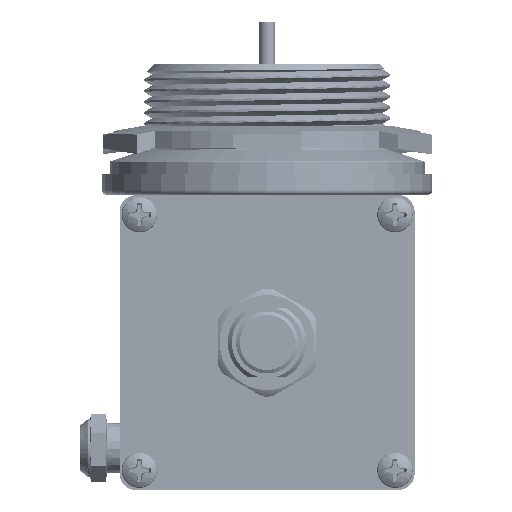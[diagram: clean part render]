
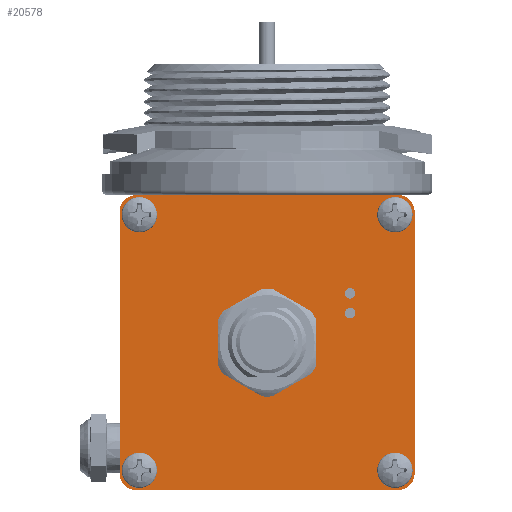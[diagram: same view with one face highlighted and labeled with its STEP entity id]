
A CAD part, front view. The second image highlights one B-rep face of the part: STEP entity #20578.
In plain terms, the highlighted face is planar.
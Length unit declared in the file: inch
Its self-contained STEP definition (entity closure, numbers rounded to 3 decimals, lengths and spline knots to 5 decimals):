
#19489=CARTESIAN_POINT('',(0.,0.35,0.));
#19490=DIRECTION('',(0.,1.,0.));
#19491=DIRECTION('',(1.,0.,0.));
#19492=AXIS2_PLACEMENT_3D('',#19489,#19490,#19491);
#19497=CARTESIAN_POINT('',(0.,0.35,0.));
#19498=DIRECTION('',(0.,1.,0.));
#19499=DIRECTION('',(-1.,0.,0.));
#19500=AXIS2_PLACEMENT_3D('',#19497,#19498,#19499);
#19505=CARTESIAN_POINT('',(-0.375,0.35,-0.633));
#19506=DIRECTION('',(0.,-1.,0.));
#19507=DIRECTION('',(1.,0.,0.));
#19508=AXIS2_PLACEMENT_3D('',#19505,#19506,#19507);
#19513=CARTESIAN_POINT('',(-0.375,0.35,-0.633));
#19514=DIRECTION('',(0.,-1.,0.));
#19515=DIRECTION('',(-1.,0.,0.));
#19516=AXIS2_PLACEMENT_3D('',#19513,#19514,#19515);
#19521=CARTESIAN_POINT('',(-0.225,0.35,-0.633));
#19522=DIRECTION('',(0.,-1.,0.));
#19523=DIRECTION('',(1.,0.,0.));
#19524=AXIS2_PLACEMENT_3D('',#19521,#19522,#19523);
#19529=CARTESIAN_POINT('',(-0.225,0.35,-0.633));
#19530=DIRECTION('',(0.,-1.,0.));
#19531=DIRECTION('',(-1.,0.,0.));
#19532=AXIS2_PLACEMENT_3D('',#19529,#19530,#19531);
#19537=CARTESIAN_POINT('',(-0.975,0.35,-0.975));
#19538=DIRECTION('',(0.,-1.,0.));
#19539=DIRECTION('',(1.,0.,0.));
#19540=AXIS2_PLACEMENT_3D('',#19537,#19538,#19539);
#19545=CARTESIAN_POINT('',(-0.975,0.35,-0.975));
#19546=DIRECTION('',(0.,-1.,0.));
#19547=DIRECTION('',(-1.,0.,0.));
#19548=AXIS2_PLACEMENT_3D('',#19545,#19546,#19547);
#19553=CARTESIAN_POINT('',(0.975,0.35,-0.975));
#19554=DIRECTION('',(0.,-1.,0.));
#19555=DIRECTION('',(0.,0.,1.));
#19556=AXIS2_PLACEMENT_3D('',#19553,#19554,#19555);
#19561=CARTESIAN_POINT('',(0.975,0.35,-0.975));
#19562=DIRECTION('',(0.,-1.,0.));
#19563=DIRECTION('',(0.,0.,-1.));
#19564=AXIS2_PLACEMENT_3D('',#19561,#19562,#19563);
#19569=CARTESIAN_POINT('',(0.975,0.35,0.975));
#19570=DIRECTION('',(0.,-1.,0.));
#19571=DIRECTION('',(-1.,0.,0.));
#19572=AXIS2_PLACEMENT_3D('',#19569,#19570,#19571);
#19577=CARTESIAN_POINT('',(0.975,0.35,0.975));
#19578=DIRECTION('',(0.,-1.,0.));
#19579=DIRECTION('',(1.,0.,0.));
#19580=AXIS2_PLACEMENT_3D('',#19577,#19578,#19579);
#19585=CARTESIAN_POINT('',(-0.975,0.35,0.975));
#19586=DIRECTION('',(0.,-1.,0.));
#19587=DIRECTION('',(0.,0.,-1.));
#19588=AXIS2_PLACEMENT_3D('',#19585,#19586,#19587);
#19593=CARTESIAN_POINT('',(-0.975,0.35,0.975));
#19594=DIRECTION('',(0.,-1.,0.));
#19595=DIRECTION('',(0.,0.,1.));
#19596=AXIS2_PLACEMENT_3D('',#19593,#19594,#19595);
#19601=CARTESIAN_POINT('',(-1.,0.35,-1.));
#19602=DIRECTION('',(0.,1.,0.));
#19603=DIRECTION('',(0.,0.,-1.));
#19604=AXIS2_PLACEMENT_3D('',#19601,#19602,#19603);
#19609=DIRECTION('',(-1.,0.,0.));
#19610=VECTOR('',#19609,2.);
#19611=CARTESIAN_POINT('',(1.,0.35,-1.125));
#19612=LINE('',#19611,#19610);
#19616=CARTESIAN_POINT('',(1.,0.35,-1.));
#19617=DIRECTION('',(0.,1.,0.));
#19618=DIRECTION('',(1.,0.,0.));
#19619=AXIS2_PLACEMENT_3D('',#19616,#19617,#19618);
#19624=DIRECTION('',(0.,0.,-1.));
#19625=VECTOR('',#19624,2.);
#19626=CARTESIAN_POINT('',(1.125,0.35,1.));
#19627=LINE('',#19626,#19625);
#19631=CARTESIAN_POINT('',(1.,0.35,1.));
#19632=DIRECTION('',(0.,1.,0.));
#19633=DIRECTION('',(0.,0.,1.));
#19634=AXIS2_PLACEMENT_3D('',#19631,#19632,#19633);
#19639=DIRECTION('',(1.,0.,0.));
#19640=VECTOR('',#19639,2.);
#19641=CARTESIAN_POINT('',(-1.,0.35,1.125));
#19642=LINE('',#19641,#19640);
#19646=CARTESIAN_POINT('',(-1.,0.35,1.));
#19647=DIRECTION('',(0.,1.,0.));
#19648=DIRECTION('',(-1.,0.,0.));
#19649=AXIS2_PLACEMENT_3D('',#19646,#19647,#19648);
#19654=DIRECTION('',(0.,0.,1.));
#19655=VECTOR('',#19654,2.);
#19656=CARTESIAN_POINT('',(-1.125,0.35,-1.));
#19657=LINE('',#19656,#19655);
#20241=CARTESIAN_POINT('',(-0.335,0.35,-0.633));
#20242=CARTESIAN_POINT('',(-0.415,0.35,-0.633));
#20243=VERTEX_POINT('',#20241);
#20244=VERTEX_POINT('',#20242);
#20249=CARTESIAN_POINT('',(-0.185,0.35,-0.633));
#20250=CARTESIAN_POINT('',(-0.265,0.35,-0.633));
#20251=VERTEX_POINT('',#20249);
#20252=VERTEX_POINT('',#20250);
#20261=CARTESIAN_POINT('',(-0.9,0.35,-0.975));
#20262=CARTESIAN_POINT('',(-1.05,0.35,-0.975));
#20263=VERTEX_POINT('',#20261);
#20264=VERTEX_POINT('',#20262);
#20269=CARTESIAN_POINT('',(0.975,0.35,-0.9));
#20270=CARTESIAN_POINT('',(0.975,0.35,-1.05));
#20271=VERTEX_POINT('',#20269);
#20272=VERTEX_POINT('',#20270);
#20277=CARTESIAN_POINT('',(0.9,0.35,0.975));
#20278=CARTESIAN_POINT('',(1.05,0.35,0.975));
#20279=VERTEX_POINT('',#20277);
#20280=VERTEX_POINT('',#20278);
#20285=CARTESIAN_POINT('',(-0.975,0.35,0.9));
#20286=CARTESIAN_POINT('',(-0.975,0.35,1.05));
#20287=VERTEX_POINT('',#20285);
#20288=VERTEX_POINT('',#20286);
#20303=CARTESIAN_POINT('',(-1.,0.35,-1.125));
#20304=VERTEX_POINT('',#20303);
#20305=CARTESIAN_POINT('',(-1.125,0.35,-1.));
#20306=VERTEX_POINT('',#20305);
#20311=CARTESIAN_POINT('',(-1.125,0.35,1.));
#20312=VERTEX_POINT('',#20311);
#20313=CARTESIAN_POINT('',(-1.,0.35,1.125));
#20314=VERTEX_POINT('',#20313);
#20319=CARTESIAN_POINT('',(1.,0.35,1.125));
#20320=VERTEX_POINT('',#20319);
#20321=CARTESIAN_POINT('',(1.125,0.35,1.));
#20322=VERTEX_POINT('',#20321);
#20327=CARTESIAN_POINT('',(1.125,0.35,-1.));
#20328=VERTEX_POINT('',#20327);
#20329=CARTESIAN_POINT('',(1.,0.35,-1.125));
#20330=VERTEX_POINT('',#20329);
#20381=CARTESIAN_POINT('',(0.3125,0.35,0.));
#20382=CARTESIAN_POINT('',(-0.3125,0.35,0.));
#20383=VERTEX_POINT('',#20381);
#20384=VERTEX_POINT('',#20382);
#20515=CARTESIAN_POINT('',(0.,0.35,0.));
#20516=DIRECTION('',(0.,1.,0.));
#20517=DIRECTION('',(1.,0.,0.));
#20518=AXIS2_PLACEMENT_3D('',#20515,#20516,#20517);
#20519=PLANE('',#20518);
#20521=ORIENTED_EDGE('',*,*,#20520,.F.);
#20523=ORIENTED_EDGE('',*,*,#20522,.F.);
#20525=ORIENTED_EDGE('',*,*,#20524,.F.);
#20527=ORIENTED_EDGE('',*,*,#20526,.F.);
#20529=ORIENTED_EDGE('',*,*,#20528,.F.);
#20531=ORIENTED_EDGE('',*,*,#20530,.F.);
#20533=ORIENTED_EDGE('',*,*,#20532,.F.);
#20535=ORIENTED_EDGE('',*,*,#20534,.F.);
#20536=EDGE_LOOP('',(#20521,#20523,#20525,#20527,#20529,#20531,#20533,#20535));
#20537=FACE_OUTER_BOUND('',#20536,.F.);
#20539=ORIENTED_EDGE('',*,*,#20538,.F.);
#20541=ORIENTED_EDGE('',*,*,#20540,.F.);
#20542=EDGE_LOOP('',(#20539,#20541));
#20543=FACE_BOUND('',#20542,.F.);
#20545=ORIENTED_EDGE('',*,*,#20544,.F.);
#20547=ORIENTED_EDGE('',*,*,#20546,.F.);
#20548=EDGE_LOOP('',(#20545,#20547));
#20549=FACE_BOUND('',#20548,.F.);
#20550=ORIENTED_EDGE('',*,*,#20495,.F.);
#20551=ORIENTED_EDGE('',*,*,#20509,.F.);
#20552=EDGE_LOOP('',(#20550,#20551));
#20553=FACE_BOUND('',#20552,.F.);
#20555=ORIENTED_EDGE('',*,*,#20554,.F.);
#20557=ORIENTED_EDGE('',*,*,#20556,.F.);
#20558=EDGE_LOOP('',(#20555,#20557));
#20559=FACE_BOUND('',#20558,.F.);
#20561=ORIENTED_EDGE('',*,*,#20560,.F.);
#20563=ORIENTED_EDGE('',*,*,#20562,.F.);
#20564=EDGE_LOOP('',(#20561,#20563));
#20565=FACE_BOUND('',#20564,.F.);
#20567=ORIENTED_EDGE('',*,*,#20566,.F.);
#20569=ORIENTED_EDGE('',*,*,#20568,.F.);
#20570=EDGE_LOOP('',(#20567,#20569));
#20571=FACE_BOUND('',#20570,.F.);
#20573=ORIENTED_EDGE('',*,*,#20572,.T.);
#20575=ORIENTED_EDGE('',*,*,#20574,.T.);
#20576=EDGE_LOOP('',(#20573,#20575));
#20577=FACE_BOUND('',#20576,.F.);
#20578=ADVANCED_FACE('',(#20537,#20543,#20549,#20553,#20559,#20565,#20571,
#20577),#20519,.T.);
#19493=CIRCLE('',#19492,0.3125);
#19501=CIRCLE('',#19500,0.3125);
#19509=CIRCLE('',#19508,0.04);
#19517=CIRCLE('',#19516,0.04);
#19525=CIRCLE('',#19524,0.04);
#19533=CIRCLE('',#19532,0.04);
#19541=CIRCLE('',#19540,0.075);
#19549=CIRCLE('',#19548,0.075);
#19557=CIRCLE('',#19556,0.075);
#19565=CIRCLE('',#19564,0.075);
#19573=CIRCLE('',#19572,0.075);
#19581=CIRCLE('',#19580,0.075);
#19589=CIRCLE('',#19588,0.075);
#19597=CIRCLE('',#19596,0.075);
#19605=CIRCLE('',#19604,0.125);
#19620=CIRCLE('',#19619,0.125);
#19635=CIRCLE('',#19634,0.125);
#19650=CIRCLE('',#19649,0.125);
#20495=EDGE_CURVE('',#20263,#20264,#19541,.T.);
#20509=EDGE_CURVE('',#20264,#20263,#19549,.T.);
#20520=EDGE_CURVE('',#20304,#20306,#19605,.T.);
#20522=EDGE_CURVE('',#20330,#20304,#19612,.T.);
#20524=EDGE_CURVE('',#20328,#20330,#19620,.T.);
#20526=EDGE_CURVE('',#20322,#20328,#19627,.T.);
#20528=EDGE_CURVE('',#20320,#20322,#19635,.T.);
#20530=EDGE_CURVE('',#20314,#20320,#19642,.T.);
#20532=EDGE_CURVE('',#20312,#20314,#19650,.T.);
#20534=EDGE_CURVE('',#20306,#20312,#19657,.T.);
#20538=EDGE_CURVE('',#20243,#20244,#19509,.T.);
#20540=EDGE_CURVE('',#20244,#20243,#19517,.T.);
#20544=EDGE_CURVE('',#20251,#20252,#19525,.T.);
#20546=EDGE_CURVE('',#20252,#20251,#19533,.T.);
#20554=EDGE_CURVE('',#20271,#20272,#19557,.T.);
#20556=EDGE_CURVE('',#20272,#20271,#19565,.T.);
#20560=EDGE_CURVE('',#20279,#20280,#19573,.T.);
#20562=EDGE_CURVE('',#20280,#20279,#19581,.T.);
#20566=EDGE_CURVE('',#20287,#20288,#19589,.T.);
#20568=EDGE_CURVE('',#20288,#20287,#19597,.T.);
#20572=EDGE_CURVE('',#20383,#20384,#19493,.T.);
#20574=EDGE_CURVE('',#20384,#20383,#19501,.T.);
